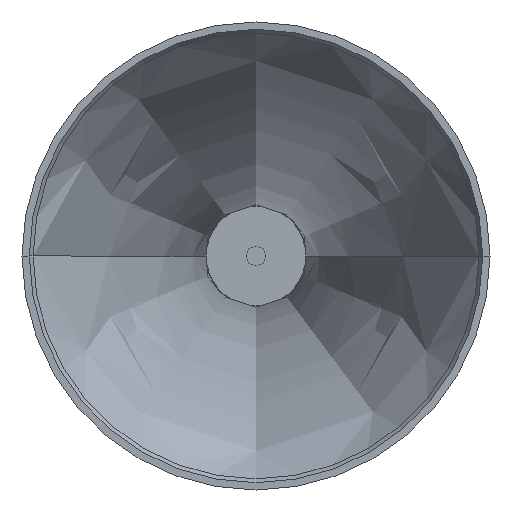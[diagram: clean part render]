
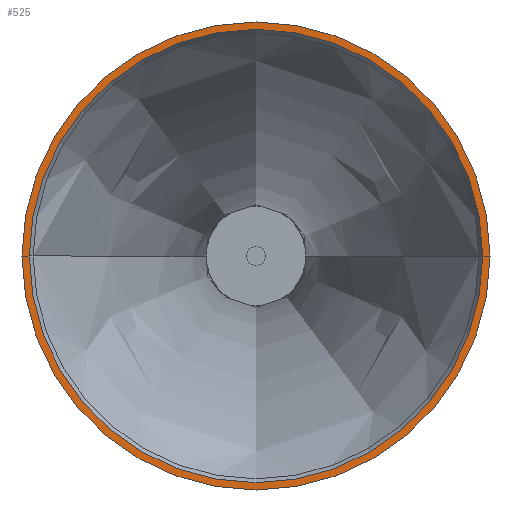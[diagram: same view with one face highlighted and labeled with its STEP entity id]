
A CAD part, front view. The second image highlights one B-rep face of the part: STEP entity #525.
In plain terms, the highlighted planar face has unit normal (0, -1, 0).
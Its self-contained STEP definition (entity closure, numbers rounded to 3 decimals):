
#3 = DIRECTION ( 'NONE',  ( -1., 0., 0. ) ) ;
#23 = DIRECTION ( 'NONE',  ( -1., 0., 0. ) ) ;
#31 = VERTEX_POINT ( 'NONE', #575 ) ;
#38 = ORIENTED_EDGE ( 'NONE', *, *, #485, .F. ) ;
#48 = ORIENTED_EDGE ( 'NONE', *, *, #250, .F. ) ;
#60 = AXIS2_PLACEMENT_3D ( 'NONE', #331, #929, #3 ) ;
#95 = AXIS2_PLACEMENT_3D ( 'NONE', #815, #936, #157 ) ;
#143 = ORIENTED_EDGE ( 'NONE', *, *, #1064, .T. ) ;
#157 = DIRECTION ( 'NONE',  ( -1., 0., 0. ) ) ;
#220 = EDGE_LOOP ( 'NONE', ( #143, #1031 ) ) ;
#250 = EDGE_CURVE ( 'NONE', #960, #983, #596, .T. ) ;
#257 = DIRECTION ( 'NONE',  ( 0., 1., 0. ) ) ;
#265 = DIRECTION ( 'NONE',  ( 0., 1., 0. ) ) ;
#319 = EDGE_LOOP ( 'NONE', ( #48, #38 ) ) ;
#331 = CARTESIAN_POINT ( 'NONE',  ( 0., -845.494, 0. ) ) ;
#378 = DIRECTION ( 'NONE',  ( -1., 0., 0. ) ) ;
#407 = CARTESIAN_POINT ( 'NONE',  ( 71.685, -845.494, 0. ) ) ;
#427 = EDGE_CURVE ( 'NONE', #31, #712, #656, .T. ) ;
#438 = FACE_BOUND ( 'NONE', #220, .T. ) ;
#485 = EDGE_CURVE ( 'NONE', #983, #960, #986, .T. ) ;
#500 = CARTESIAN_POINT ( 'NONE',  ( 0., -845.494, 0. ) ) ;
#525 = ADVANCED_FACE ( 'NONE', ( #647, #438 ), #601, .F. ) ;
#556 = AXIS2_PLACEMENT_3D ( 'NONE', #500, #265, #378 ) ;
#572 = AXIS2_PLACEMENT_3D ( 'NONE', #856, #637, #23 ) ;
#575 = CARTESIAN_POINT ( 'NONE',  ( -71.685, -845.494, 0. ) ) ;
#596 = CIRCLE ( 'NONE', #572, 74.013 ) ;
#601 = PLANE ( 'NONE',  #95 ) ;
#635 = CIRCLE ( 'NONE', #556, 71.685 ) ;
#637 = DIRECTION ( 'NONE',  ( 0., 1., 0. ) ) ;
#647 = FACE_OUTER_BOUND ( 'NONE', #319, .T. ) ;
#656 = CIRCLE ( 'NONE', #908, 71.685 ) ;
#712 = VERTEX_POINT ( 'NONE', #407 ) ;
#789 = DIRECTION ( 'NONE',  ( -1., 0., 0. ) ) ;
#815 = CARTESIAN_POINT ( 'NONE',  ( 74.013, -845.494, 0. ) ) ;
#856 = CARTESIAN_POINT ( 'NONE',  ( 0., -845.494, 0. ) ) ;
#873 = CARTESIAN_POINT ( 'NONE',  ( 0., -845.494, 0. ) ) ;
#907 = CARTESIAN_POINT ( 'NONE',  ( -74.013, -845.494, 0. ) ) ;
#908 = AXIS2_PLACEMENT_3D ( 'NONE', #873, #257, #789 ) ;
#929 = DIRECTION ( 'NONE',  ( 0., 1., 0. ) ) ;
#936 = DIRECTION ( 'NONE',  ( 0., 1., 0. ) ) ;
#960 = VERTEX_POINT ( 'NONE', #1085 ) ;
#983 = VERTEX_POINT ( 'NONE', #907 ) ;
#986 = CIRCLE ( 'NONE', #60, 74.013 ) ;
#1031 = ORIENTED_EDGE ( 'NONE', *, *, #427, .T. ) ;
#1064 = EDGE_CURVE ( 'NONE', #712, #31, #635, .T. ) ;
#1085 = CARTESIAN_POINT ( 'NONE',  ( 74.013, -845.494, 0. ) ) ;
